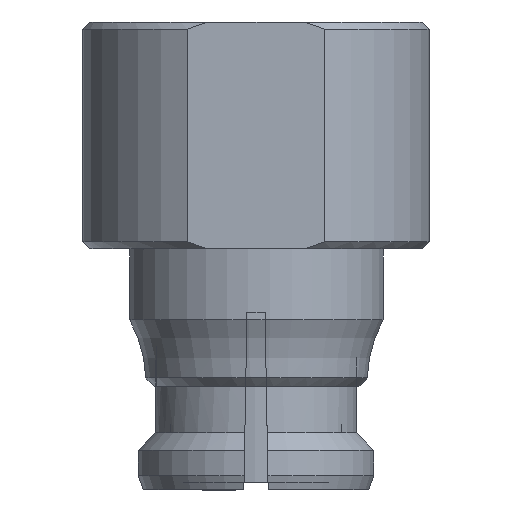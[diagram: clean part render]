
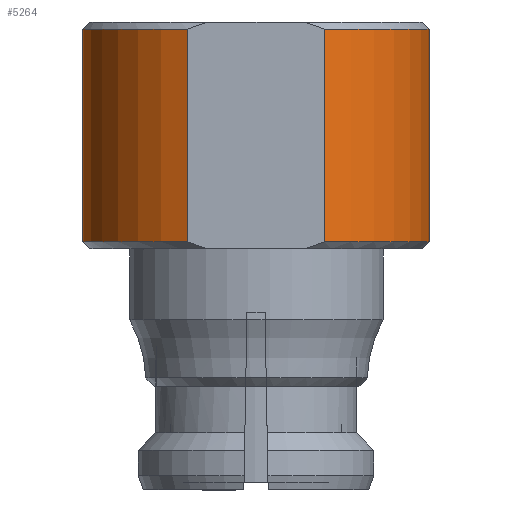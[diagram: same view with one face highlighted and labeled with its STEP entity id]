
A CAD part, front view. The second image highlights one B-rep face of the part: STEP entity #5264.
In plain terms, the highlighted cylindrical face has radius 2.45 mm (diameter 4.9 mm), a partial arc.
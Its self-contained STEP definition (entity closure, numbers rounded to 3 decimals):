
#176=LINE('',#8431,#276);
#177=LINE('',#8432,#277);
#178=LINE('',#8434,#278);
#179=LINE('',#8436,#279);
#180=LINE('',#8440,#280);
#181=LINE('',#8442,#281);
#276=VECTOR('',#6818,1000.);
#277=VECTOR('',#6819,1000.);
#278=VECTOR('',#6822,1000.);
#279=VECTOR('',#6823,1000.);
#280=VECTOR('',#6828,1000.);
#281=VECTOR('',#6829,1000.);
#294=B_SPLINE_CURVE_WITH_KNOTS('',3,(#7014,#7015,#7016,#7017),
 .UNSPECIFIED.,.F.,.F.,(4,4),(0.72,0.78),
 .UNSPECIFIED.);
#296=B_SPLINE_CURVE_WITH_KNOTS('',3,(#7051,#7052,#7053,#7054),
 .UNSPECIFIED.,.F.,.F.,(4,4),(0.22,0.28),
 .UNSPECIFIED.);
#425=B_SPLINE_CURVE_WITH_KNOTS('',3,(#8444,#8445,#8446,#8447,#8448),
 .UNSPECIFIED.,.F.,.F.,(4,1,4),(0.004,0.004,
0.005),.UNSPECIFIED.);
#426=B_SPLINE_CURVE_WITH_KNOTS('',3,(#8449,#8450,#8451,#8452,#8453),
 .UNSPECIFIED.,.F.,.F.,(4,1,4),(0.001,0.002,
0.003),.UNSPECIFIED.);
#476=CYLINDRICAL_SURFACE('',#5759,2.45);
#1515=ORIENTED_EDGE('',*,*,#2087,.F.);
#1516=ORIENTED_EDGE('',*,*,#1611,.T.);
#1517=ORIENTED_EDGE('',*,*,#2088,.F.);
#1518=ORIENTED_EDGE('',*,*,#2089,.F.);
#1519=ORIENTED_EDGE('',*,*,#2085,.F.);
#1520=ORIENTED_EDGE('',*,*,#1609,.T.);
#1521=ORIENTED_EDGE('',*,*,#2084,.F.);
#1522=ORIENTED_EDGE('',*,*,#2090,.F.);
#1523=ORIENTED_EDGE('',*,*,#2083,.F.);
#1524=ORIENTED_EDGE('',*,*,#2081,.T.);
#1525=ORIENTED_EDGE('',*,*,#2082,.T.);
#1526=ORIENTED_EDGE('',*,*,#2077,.T.);
#1609=EDGE_CURVE('',#2127,#2128,#294,.T.);
#1611=EDGE_CURVE('',#2130,#2129,#296,.T.);
#2077=EDGE_CURVE('',#2445,#2444,#2668,.F.);
#2081=EDGE_CURVE('',#2446,#2447,#2669,.T.);
#2082=EDGE_CURVE('',#2447,#2445,#176,.T.);
#2083=EDGE_CURVE('',#2446,#2444,#177,.T.);
#2084=EDGE_CURVE('',#2448,#2128,#178,.T.);
#2085=EDGE_CURVE('',#2127,#2449,#179,.T.);
#2087=EDGE_CURVE('',#2130,#2450,#180,.F.);
#2088=EDGE_CURVE('',#2451,#2129,#181,.F.);
#2089=EDGE_CURVE('',#2449,#2451,#425,.T.);
#2090=EDGE_CURVE('',#2450,#2448,#426,.T.);
#2127=VERTEX_POINT('',#7008);
#2128=VERTEX_POINT('',#7013);
#2129=VERTEX_POINT('',#7050);
#2130=VERTEX_POINT('',#7055);
#2444=VERTEX_POINT('',#8411);
#2445=VERTEX_POINT('',#8413);
#2446=VERTEX_POINT('',#8423);
#2447=VERTEX_POINT('',#8428);
#2448=VERTEX_POINT('',#8435);
#2449=VERTEX_POINT('',#8437);
#2450=VERTEX_POINT('',#8441);
#2451=VERTEX_POINT('',#8443);
#2668=CIRCLE('',#5753,2.45);
#2669=CIRCLE('',#5755,2.45);
#2947=EDGE_LOOP('',(#1515,#1516,#1517,#1518,#1519,#1520,#1521,#1522));
#2948=EDGE_LOOP('',(#1523,#1524,#1525,#1526));
#3255=FACE_BOUND('',#2947,.T.);
#3256=FACE_BOUND('',#2948,.T.);
#5264=ADVANCED_FACE('',(#3255,#3256),#476,.T.);
#5753=AXIS2_PLACEMENT_3D('',#8412,#6810,#6811);
#5755=AXIS2_PLACEMENT_3D('',#8429,#6814,#6815);
#5759=AXIS2_PLACEMENT_3D('',#8439,#6826,#6827);
#6810=DIRECTION('',(0.,0.,1.));
#6811=DIRECTION('',(0.,-1.,0.));
#6814=DIRECTION('',(0.,0.,1.));
#6815=DIRECTION('',(0.,-1.,0.));
#6818=DIRECTION('',(0.,0.,1.));
#6819=DIRECTION('',(0.,0.,1.));
#6822=DIRECTION('',(0.,0.,1.));
#6823=DIRECTION('',(0.,0.,1.));
#6826=DIRECTION('',(0.,0.,1.));
#6827=DIRECTION('',(0.,-1.,0.));
#6828=DIRECTION('',(0.,0.,1.));
#6829=DIRECTION('',(0.,0.,1.));
#7008=CARTESIAN_POINT('',(-0.693,-71.6,0.134));
#7013=CARTESIAN_POINT('',(-0.693,-71.6,-0.128));
#7014=CARTESIAN_POINT('',(-0.694,-71.6,0.134));
#7015=CARTESIAN_POINT('',(-0.709,-71.605,0.048));
#7016=CARTESIAN_POINT('',(-0.71,-71.605,-0.045));
#7017=CARTESIAN_POINT('',(-0.694,-71.6,-0.129));
#7050=CARTESIAN_POINT('',(0.693,-71.6,0.134));
#7051=CARTESIAN_POINT('',(0.694,-71.6,-0.134));
#7052=CARTESIAN_POINT('',(0.71,-71.605,-0.048));
#7053=CARTESIAN_POINT('',(0.71,-71.605,0.048));
#7054=CARTESIAN_POINT('',(0.694,-71.6,0.134));
#7055=CARTESIAN_POINT('',(0.693,-71.6,-0.134));
#8411=CARTESIAN_POINT('',(0.97,-76.2,1.35));
#8412=CARTESIAN_POINT('',(0.,-73.95,1.35));
#8413=CARTESIAN_POINT('',(-0.97,-76.2,1.35));
#8423=CARTESIAN_POINT('',(0.97,-76.2,-1.65));
#8428=CARTESIAN_POINT('',(-0.97,-76.2,-1.65));
#8429=CARTESIAN_POINT('',(0.,-73.95,-1.65));
#8431=CARTESIAN_POINT('',(-0.97,-76.2,-1.75));
#8432=CARTESIAN_POINT('',(0.97,-76.2,-1.75));
#8434=CARTESIAN_POINT('',(-0.693,-71.6,-1.75));
#8435=CARTESIAN_POINT('',(-0.693,-71.6,-0.484));
#8436=CARTESIAN_POINT('',(-0.693,-71.6,-1.75));
#8437=CARTESIAN_POINT('',(-0.693,-71.6,0.484));
#8439=CARTESIAN_POINT('',(0.,-73.95,-1.75));
#8440=CARTESIAN_POINT('',(0.693,-71.6,-1.75));
#8441=CARTESIAN_POINT('',(0.693,-71.6,-0.484));
#8442=CARTESIAN_POINT('',(0.693,-71.6,-1.75));
#8443=CARTESIAN_POINT('',(0.693,-71.6,0.484));
#8444=CARTESIAN_POINT('',(-0.693,-71.6,0.484));
#8445=CARTESIAN_POINT('',(-0.538,-71.554,0.705));
#8446=CARTESIAN_POINT('',(0.,-71.446,0.985));
#8447=CARTESIAN_POINT('',(0.538,-71.554,0.705));
#8448=CARTESIAN_POINT('',(0.693,-71.6,0.484));
#8449=CARTESIAN_POINT('',(0.693,-71.6,-0.484));
#8450=CARTESIAN_POINT('',(0.539,-71.555,-0.704));
#8451=CARTESIAN_POINT('',(0.001,-71.445,-0.986));
#8452=CARTESIAN_POINT('',(-0.539,-71.555,-0.704));
#8453=CARTESIAN_POINT('',(-0.693,-71.6,-0.484));
